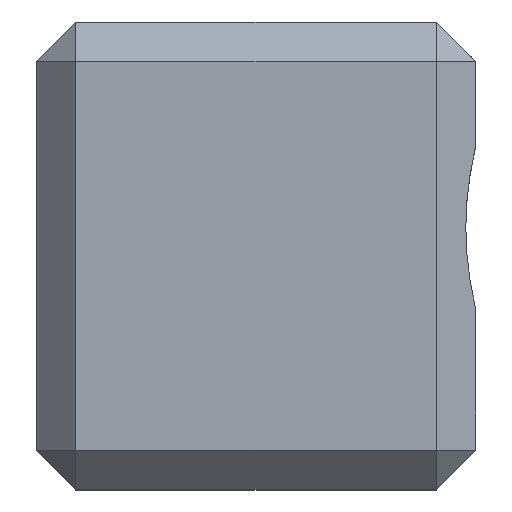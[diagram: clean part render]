
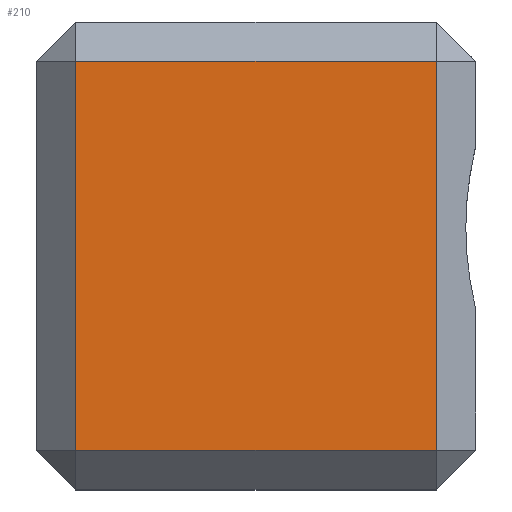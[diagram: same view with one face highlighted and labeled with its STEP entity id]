
A CAD part, top view. The second image highlights one B-rep face of the part: STEP entity #210.
In plain terms, the highlighted face is planar.
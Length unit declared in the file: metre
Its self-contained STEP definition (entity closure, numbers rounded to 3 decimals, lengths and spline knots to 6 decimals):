
#14 = EDGE_CURVE ( 'NONE', #543, #104, #258, .T. ) ;
#26 = VECTOR ( 'NONE', #207, 1. ) ;
#60 = DIRECTION ( 'NONE',  ( 1., 0., 0. ) ) ;
#86 = CARTESIAN_POINT ( 'NONE',  ( 0.00496, 0.001, -0.005 ) ) ;
#100 = LINE ( 'NONE', #708, #465 ) ;
#104 = VERTEX_POINT ( 'NONE', #86 ) ;
#186 = FACE_OUTER_BOUND ( 'NONE', #338, .T. ) ;
#207 = DIRECTION ( 'NONE',  ( 0., 1., 0. ) ) ;
#210 = ADVANCED_FACE ( 'NONE', ( #186 ), #572, .F. ) ;
#258 = LINE ( 'NONE', #1142, #313 ) ;
#313 = VECTOR ( 'NONE', #442, 1. ) ;
#321 = VECTOR ( 'NONE', #1008, 1. ) ;
#338 = EDGE_LOOP ( 'NONE', ( #1203, #1236, #538, #1013 ) ) ;
#442 = DIRECTION ( 'NONE',  ( 0., -1., 0. ) ) ;
#465 = VECTOR ( 'NONE', #509, 1. ) ;
#477 = CARTESIAN_POINT ( 'NONE',  ( -0.00496, 0.001, -0.005 ) ) ;
#500 = LINE ( 'NONE', #707, #321 ) ;
#509 = DIRECTION ( 'NONE',  ( 1., 0., 0. ) ) ;
#522 = CARTESIAN_POINT ( 'NONE',  ( 0.00496, 0.0102, -0.005 ) ) ;
#538 = ORIENTED_EDGE ( 'NONE', *, *, #1268, .T. ) ;
#543 = VERTEX_POINT ( 'NONE', #522 ) ;
#572 = PLANE ( 'NONE',  #718 ) ;
#579 = DIRECTION ( 'NONE',  ( 0., 0., 1. ) ) ;
#707 = CARTESIAN_POINT ( 'NONE',  ( 0., 0.001, -0.005 ) ) ;
#708 = CARTESIAN_POINT ( 'NONE',  ( 0., 0.0102, -0.005 ) ) ;
#718 = AXIS2_PLACEMENT_3D ( 'NONE', #952, #579, #60 ) ;
#804 = LINE ( 'NONE', #1096, #26 ) ;
#891 = VERTEX_POINT ( 'NONE', #477 ) ;
#952 = CARTESIAN_POINT ( 'NONE',  ( 0., 0., -0.005 ) ) ;
#995 = CARTESIAN_POINT ( 'NONE',  ( -0.00496, 0.0102, -0.005 ) ) ;
#1008 = DIRECTION ( 'NONE',  ( -1., 0., 0. ) ) ;
#1013 = ORIENTED_EDGE ( 'NONE', *, *, #1215, .T. ) ;
#1023 = EDGE_CURVE ( 'NONE', #1080, #543, #100, .T. ) ;
#1080 = VERTEX_POINT ( 'NONE', #995 ) ;
#1096 = CARTESIAN_POINT ( 'NONE',  ( -0.00496, 0., -0.005 ) ) ;
#1142 = CARTESIAN_POINT ( 'NONE',  ( 0.00496, 0., -0.005 ) ) ;
#1203 = ORIENTED_EDGE ( 'NONE', *, *, #1023, .T. ) ;
#1215 = EDGE_CURVE ( 'NONE', #891, #1080, #804, .T. ) ;
#1236 = ORIENTED_EDGE ( 'NONE', *, *, #14, .T. ) ;
#1268 = EDGE_CURVE ( 'NONE', #104, #891, #500, .T. ) ;
